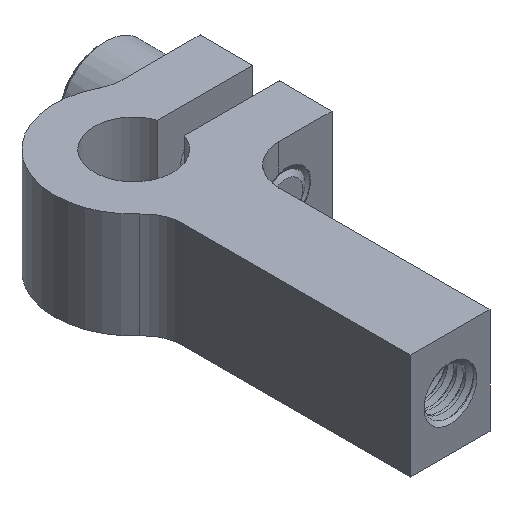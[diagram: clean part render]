
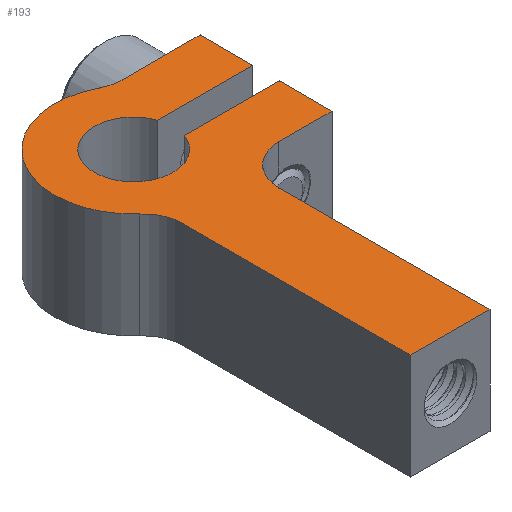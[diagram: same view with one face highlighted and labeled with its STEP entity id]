
A CAD part, isometric view. The second image highlights one B-rep face of the part: STEP entity #193.
In plain terms, the highlighted planar face has unit normal (0, 0, 1).
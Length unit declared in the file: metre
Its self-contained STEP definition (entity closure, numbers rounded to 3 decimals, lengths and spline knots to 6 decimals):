
#193 = ADVANCED_FACE( '', ( #383 ), #384, .T. );
#383 = FACE_OUTER_BOUND( '', #2303, .T. );
#384 = PLANE( '', #2304 );
#2303 = EDGE_LOOP( '', ( #2665, #2666, #2667, #2668, #2669, #2670, #2671, #2672, #2673, #2674, #2675, #2676, #2677, #2678 ) );
#2304 = AXIS2_PLACEMENT_3D( '', #2679, #2680, #2681 );
#2665 = ORIENTED_EDGE( '', *, *, #2976, .F. );
#2666 = ORIENTED_EDGE( '', *, *, #2890, .T. );
#2667 = ORIENTED_EDGE( '', *, *, #2945, .F. );
#2668 = ORIENTED_EDGE( '', *, *, #2926, .F. );
#2669 = ORIENTED_EDGE( '', *, *, #2977, .T. );
#2670 = ORIENTED_EDGE( '', *, *, #2881, .T. );
#2671 = ORIENTED_EDGE( '', *, *, #2978, .F. );
#2672 = ORIENTED_EDGE( '', *, *, #2917, .T. );
#2673 = ORIENTED_EDGE( '', *, *, #2971, .T. );
#2674 = ORIENTED_EDGE( '', *, *, #2973, .F. );
#2675 = ORIENTED_EDGE( '', *, *, #2959, .F. );
#2676 = ORIENTED_EDGE( '', *, *, #2896, .T. );
#2677 = ORIENTED_EDGE( '', *, *, #2941, .T. );
#2678 = ORIENTED_EDGE( '', *, *, #2901, .T. );
#2679 = CARTESIAN_POINT( '', ( 0., 0., 0.008 ) );
#2680 = DIRECTION( '', ( 0., 0., 1. ) );
#2681 = DIRECTION( '', ( 0., -1., 0. ) );
#2881 = EDGE_CURVE( '', #3098, #3096, #3099, .T. );
#2890 = EDGE_CURVE( '', #3113, #3111, #3114, .T. );
#2896 = EDGE_CURVE( '', #3121, #3122, #3123, .T. );
#2901 = EDGE_CURVE( '', #3130, #3131, #3132, .T. );
#2917 = EDGE_CURVE( '', #3147, #3158, #3160, .T. );
#2926 = EDGE_CURVE( '', #3173, #3169, #3175, .T. );
#2941 = EDGE_CURVE( '', #3122, #3130, #3192, .T. );
#2945 = EDGE_CURVE( '', #3169, #3111, #3196, .T. );
#2959 = EDGE_CURVE( '', #3121, #3212, #3213, .T. );
#2971 = EDGE_CURVE( '', #3158, #3225, #3227, .T. );
#2973 = EDGE_CURVE( '', #3212, #3225, #3229, .T. );
#2976 = EDGE_CURVE( '', #3113, #3131, #3232, .T. );
#2977 = EDGE_CURVE( '', #3173, #3098, #3233, .T. );
#2978 = EDGE_CURVE( '', #3147, #3096, #3234, .T. );
#3096 = VERTEX_POINT( '', #4616 );
#3098 = VERTEX_POINT( '', #4619 );
#3099 = LINE( '', #4620, #4621 );
#3111 = VERTEX_POINT( '', #4645 );
#3113 = VERTEX_POINT( '', #4648 );
#3114 = CIRCLE( '', #4649, 0.006 );
#3121 = VERTEX_POINT( '', #4666 );
#3122 = VERTEX_POINT( '', #4667 );
#3123 = LINE( '', #4668, #4669 );
#3130 = VERTEX_POINT( '', #4679 );
#3131 = VERTEX_POINT( '', #4680 );
#3132 = LINE( '', #4681, #4682 );
#3147 = VERTEX_POINT( '', #4701 );
#3158 = VERTEX_POINT( '', #4735 );
#3160 = LINE( '', #4738, #4739 );
#3169 = VERTEX_POINT( '', #4765 );
#3173 = VERTEX_POINT( '', #4771 );
#3175 = LINE( '', #4774, #4775 );
#3192 = LINE( '', #5101, #5102 );
#3196 = CIRCLE( '', #5106, 0.003 );
#3212 = VERTEX_POINT( '', #5147 );
#3213 = CIRCLE( '', #5148, 0.003 );
#3225 = VERTEX_POINT( '', #5259 );
#3227 = LINE( '', #5262, #5263 );
#3229 = LINE( '', #5265, #5266 );
#3232 = CIRCLE( '', #5269, 0.003 );
#3233 = LINE( '', #5270, #5271 );
#3234 = CIRCLE( '', #5272, 0.003 );
#4616 = CARTESIAN_POINT( '', ( 0.003, -0.008, 0.008 ) );
#4619 = CARTESIAN_POINT( '', ( 0.003, -0.024, 0.008 ) );
#4620 = CARTESIAN_POINT( '', ( 0.003, 0., 0.008 ) );
#4621 = VECTOR( '', #5357, 1. );
#4645 = CARTESIAN_POINT( '', ( -0.004, -0.004472, 0.008 ) );
#4648 = CARTESIAN_POINT( '', ( 0.002749, 0.005333, 0.008 ) );
#4649 = AXIS2_PLACEMENT_3D( '', #5365, #5366, #5367 );
#4666 = CARTESIAN_POINT( '', ( 0.002828, 0.001, 0.008 ) );
#4667 = CARTESIAN_POINT( '', ( 0.010028, 0.001, 0.008 ) );
#4668 = CARTESIAN_POINT( '', ( 0., 0.001, 0.008 ) );
#4669 = VECTOR( '', #5372, 1. );
#4679 = CARTESIAN_POINT( '', ( 0.010028, 0.005, 0.008 ) );
#4680 = CARTESIAN_POINT( '', ( 0.004123, 0.005, 0.008 ) );
#4681 = CARTESIAN_POINT( '', ( 0.010028, 0.005, 0.008 ) );
#4682 = VECTOR( '', #5376, 1. );
#4701 = CARTESIAN_POINT( '', ( 0.006, -0.005, 0.008 ) );
#4735 = CARTESIAN_POINT( '', ( 0.010028, -0.005, 0.008 ) );
#4738 = CARTESIAN_POINT( '', ( 0.010028, -0.005, 0.008 ) );
#4739 = VECTOR( '', #5394, 1. );
#4765 = CARTESIAN_POINT( '', ( -0.003, -0.006708, 0.008 ) );
#4771 = CARTESIAN_POINT( '', ( -0.003, -0.024, 0.008 ) );
#4774 = CARTESIAN_POINT( '', ( -0.003, 0., 0.008 ) );
#4775 = VECTOR( '', #5404, 1. );
#5101 = CARTESIAN_POINT( '', ( 0.010028, 0.001, 0.008 ) );
#5102 = VECTOR( '', #5421, 1. );
#5106 = AXIS2_PLACEMENT_3D( '', #5425, #5426, #5427 );
#5147 = CARTESIAN_POINT( '', ( 0.002828, -0.001, 0.008 ) );
#5148 = AXIS2_PLACEMENT_3D( '', #5440, #5441, #5442 );
#5259 = CARTESIAN_POINT( '', ( 0.010028, -0.001, 0.008 ) );
#5262 = CARTESIAN_POINT( '', ( 0.010028, -0.001, 0.008 ) );
#5263 = VECTOR( '', #5451, 1. );
#5265 = CARTESIAN_POINT( '', ( 0., -0.001, 0.008 ) );
#5266 = VECTOR( '', #5452, 1. );
#5269 = AXIS2_PLACEMENT_3D( '', #5456, #5457, #5458 );
#5270 = CARTESIAN_POINT( '', ( 0., -0.024, 0.008 ) );
#5271 = VECTOR( '', #5459, 1. );
#5272 = AXIS2_PLACEMENT_3D( '', #5460, #5461, #5462 );
#5357 = DIRECTION( '', ( 0., 1., 0. ) );
#5365 = CARTESIAN_POINT( '', ( 0., 0., 0.008 ) );
#5366 = DIRECTION( '', ( 0., 0., 1. ) );
#5367 = DIRECTION( '', ( 0., -1., 0. ) );
#5372 = DIRECTION( '', ( 1., 0., 0. ) );
#5376 = DIRECTION( '', ( -1., 0., 0. ) );
#5394 = DIRECTION( '', ( 1., 0., 0. ) );
#5404 = DIRECTION( '', ( 0., 1., 0. ) );
#5421 = DIRECTION( '', ( 0., 1., 0. ) );
#5425 = CARTESIAN_POINT( '', ( -0.006, -0.006708, 0.008 ) );
#5426 = DIRECTION( '', ( 0., 0., 1. ) );
#5427 = DIRECTION( '', ( 0., -1., 0. ) );
#5440 = CARTESIAN_POINT( '', ( 0., 0., 0.008 ) );
#5441 = DIRECTION( '', ( 0., 0., 1. ) );
#5442 = DIRECTION( '', ( 0., -1., 0. ) );
#5451 = DIRECTION( '', ( 0., 1., 0. ) );
#5452 = DIRECTION( '', ( 1., 0., 0. ) );
#5456 = CARTESIAN_POINT( '', ( 0.004123, 0.008, 0.008 ) );
#5457 = DIRECTION( '', ( 0., 0., 1. ) );
#5458 = DIRECTION( '', ( 0., -1., 0. ) );
#5459 = DIRECTION( '', ( 1., 0., 0. ) );
#5460 = CARTESIAN_POINT( '', ( 0.006, -0.008, 0.008 ) );
#5461 = DIRECTION( '', ( 0., 0., 1. ) );
#5462 = DIRECTION( '', ( 0., -1., 0. ) );
